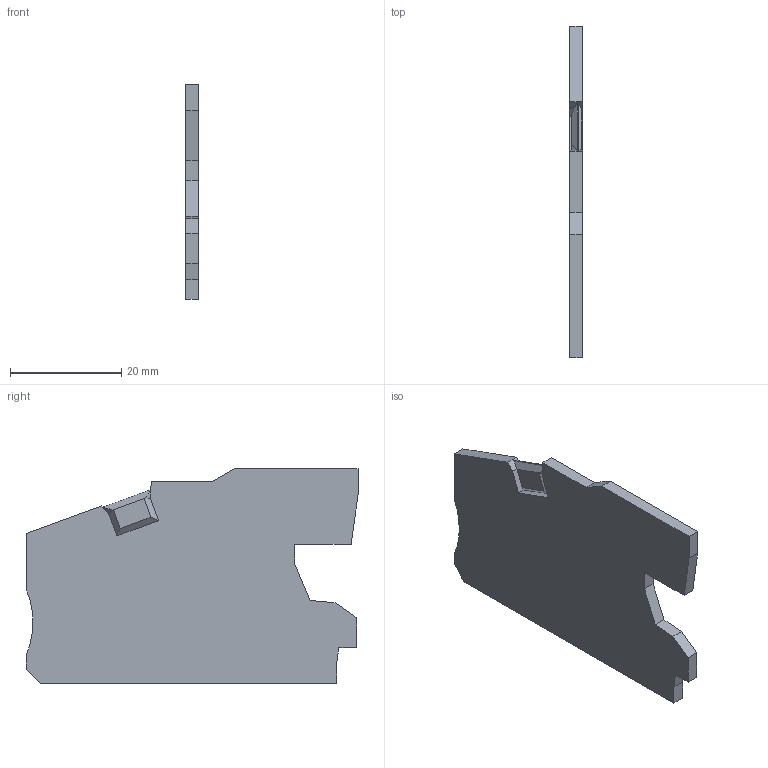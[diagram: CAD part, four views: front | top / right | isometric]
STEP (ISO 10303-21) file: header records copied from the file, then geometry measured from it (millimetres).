
FILE_DESCRIPTION(('STEP AP214'),'1');
FILE_NAME('cctmp_14B1C1C8-7EB2-4A0D-9B0B-3BAE9CD3404E_2023_07_24_21_50_50_0334..stp','2023-07-24T19:50:50',('SIEMENS A&D'),('CADClick - www.CADClick.com'),'Spatial InterOp 3D postprocessed',' ','unknown authorization');
FILE_SCHEMA(('AUTOMOTIVE_DESIGN'));
Length unit declared in the file: millimetre
Products named in the file (3): cc_unnamed; 2023_07_24_21_50_50_0319; 2023_07_24_21_50_50_0288
Assembly tree (2 placements, depth 2):
  cc_unnamed
    2023_07_24_21_50_50_0319
    2023_07_24_21_50_50_0288
Bounding box: 2.2 x 59.7 x 38.6 mm (x, y, z)
Volume: 4237.9 mm3; surface area: 4380.2 mm2
Topology: 2 solids, 2 shells, 49 faces, 131 edges, 86 vertices
Faces by surface type: plane 47, cylinder 2
Entity records: 1724 total; most frequent: CARTESIAN_POINT 269, ORIENTED_EDGE 262, DIRECTION 239, EDGE_CURVE 131, LINE 127, VECTOR 127, VERTEX_POINT 86, AXIS2_PLACEMENT_3D 56
